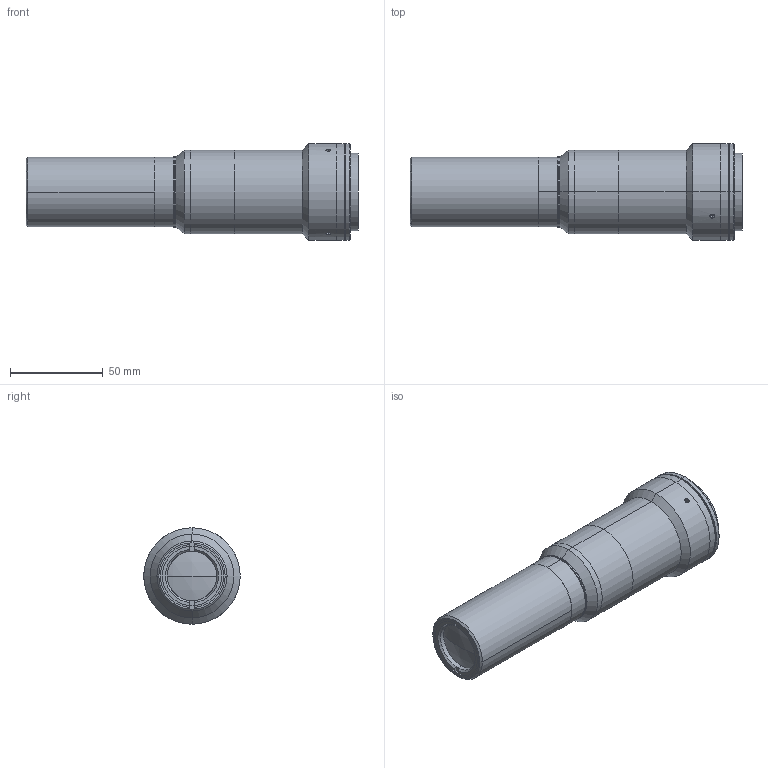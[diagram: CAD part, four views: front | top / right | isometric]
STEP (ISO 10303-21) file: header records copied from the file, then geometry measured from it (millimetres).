
FILE_DESCRIPTION (( 'STEP AP203' ), '1' );
FILE_NAME ('DP32100-A_TC4MHRP016-J.step', '2022-06-13T07:30:48', ( '' ), ( '' ), 'SwSTEP 2.0', 'SolidWorks 2021', '' );
FILE_SCHEMA (( 'CONFIG_CONTROL_DESIGN' ));
Length unit declared in the file: millimetre
Products named in the file (1): DP32100-A_TC4MHRP016-J
Bounding box: 178.85 x 52 x 52 mm (x, y, z)
Surface area: 40030 mm2 (no closed solid volume)
Topology: 0 solids, 20 shells, 89 faces, 258 edges, 193 vertices
Faces by surface type: cylinder 44, plane 29, cone 14, sphere 2
Entity records: 3300 total; most frequent: CARTESIAN_POINT 781, DIRECTION 570, ORIENTED_EDGE 392, EDGE_CURVE 258, AXIS2_PLACEMENT_3D 238, VERTEX_POINT 193, CIRCLE 148, EDGE_LOOP 119
